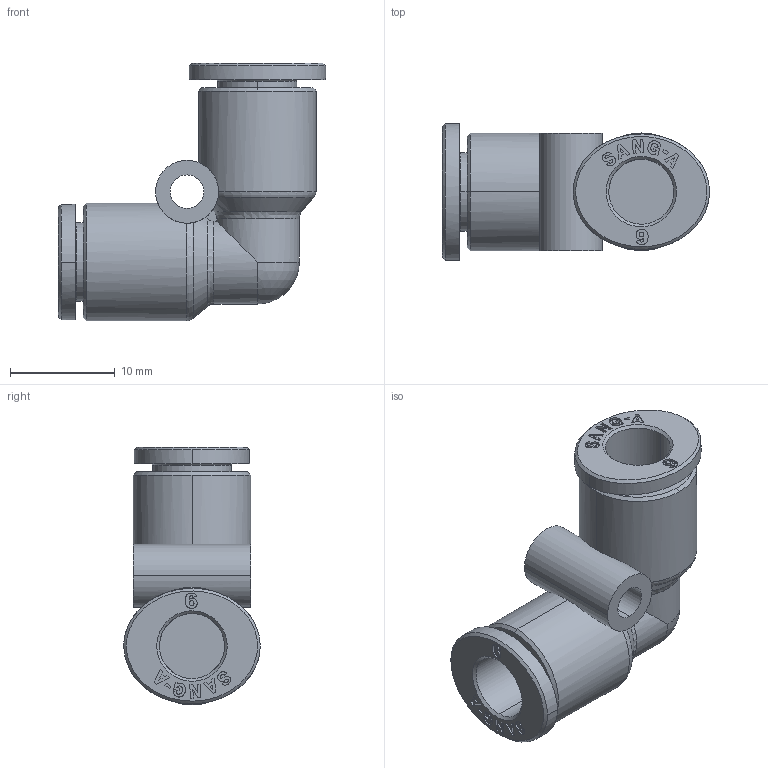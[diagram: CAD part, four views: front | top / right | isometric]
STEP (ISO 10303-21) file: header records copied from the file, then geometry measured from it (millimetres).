
FILE_DESCRIPTION((''),'2;1');
FILE_NAME('GPUL 06(3D).stp','2012-12-27T14:45:48',(''),(''),'Mechanical Desktop.R8.0.24.0','Mechanical Desktop.R8.0.24.0',', , ');
FILE_SCHEMA(('CONFIG_CONTROL_DESIGN'));
Length unit declared in the file: millimetre
Products named in the file (2): GPUL 06(3D); ºÎÇ°1
Assembly tree (1 placements, depth 2):
  GPUL 06(3D)
    ºÎÇ°1
Bounding box: 25.45 x 13 x 24.55 mm (x, y, z)
Volume: 2371.4 mm3; surface area: 2502.9 mm2
Topology: 1 solids, 1 shells, 464 faces, 1291 edges, 853 vertices
Faces by surface type: plane 340, bspline 64, cylinder 42, cone 12, torus 4, sphere 2
Entity records: 16780 total; most frequent: CARTESIAN_POINT 4893, ORIENTED_EDGE 2578, DIRECTION 2269, EDGE_CURVE 1289, VECTOR 1035, LINE 1035, VERTEX_POINT 853, AXIS2_PLACEMENT_3D 617
